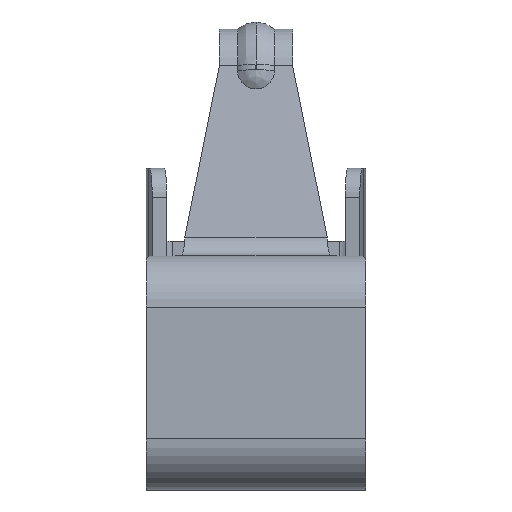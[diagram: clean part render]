
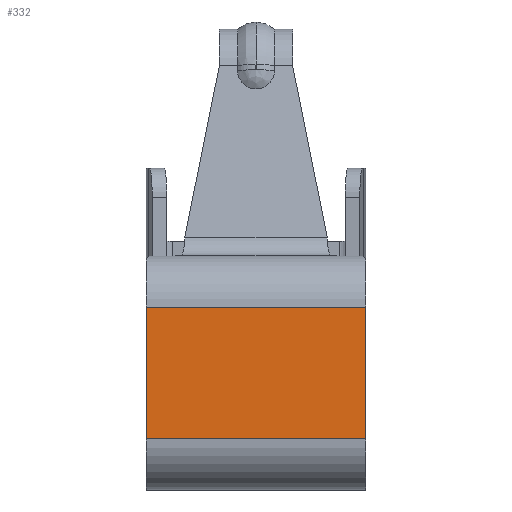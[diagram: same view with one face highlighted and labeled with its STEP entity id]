
A CAD part, front view. The second image highlights one B-rep face of the part: STEP entity #332.
In plain terms, the highlighted face is planar.
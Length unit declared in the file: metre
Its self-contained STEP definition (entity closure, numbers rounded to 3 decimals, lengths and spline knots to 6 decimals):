
#332=ADVANCED_FACE('27675:197',(#715),#716,.T.);
#715=FACE_OUTER_BOUND('',#1262,.T.);
#716=PLANE('',#1263);
#1262=EDGE_LOOP('',(#2251,#2252,#2253,#2254));
#1263=AXIS2_PLACEMENT_3D('',#2255,#2256,#2257);
#2251=ORIENTED_EDGE('',*,*,#3220,.T.);
#2252=ORIENTED_EDGE('',*,*,#3041,.F.);
#2253=ORIENTED_EDGE('',*,*,#3218,.F.);
#2254=ORIENTED_EDGE('',*,*,#2906,.T.);
#2255=CARTESIAN_POINT('',(-0.00075,0.00045,0.0));
#2256=DIRECTION('',(0.0,0.0,1.0));
#2257=DIRECTION('',(1.0,-0.0,0.0));
#2906=EDGE_CURVE('27675:416',#3469,#3467,#3470,.T.);
#3041=EDGE_CURVE('27675:770',#3693,#3695,#3696,.T.);
#3218=EDGE_CURVE('27675:1184',#3469,#3693,#3953,.T.);
#3220=EDGE_CURVE('27675:1187',#3467,#3695,#3955,.T.);
#3467=VERTEX_POINT('',#4265);
#3469=VERTEX_POINT('',#4267);
#3470=LINE('',#4268,#4269);
#3693=VERTEX_POINT('',#4564);
#3695=VERTEX_POINT('',#4566);
#3696=LINE('',#4567,#4568);
#3953=LINE('',#4895,#4896);
#3955=LINE('',#4898,#4899);
#4265=CARTESIAN_POINT('',(-0.00075,-0.00045,0.0));
#4267=CARTESIAN_POINT('',(-0.00075,0.00045,0.0));
#4268=CARTESIAN_POINT('',(-0.00075,0.00045,0.0));
#4269=VECTOR('',#5263,0.0009);
#4564=CARTESIAN_POINT('',(0.00075,0.00045,0.0));
#4566=CARTESIAN_POINT('',(0.00075,-0.00045,0.0));
#4567=CARTESIAN_POINT('',(0.00075,0.00045,0.0));
#4568=VECTOR('',#5462,0.0009);
#4895=CARTESIAN_POINT('',(-0.00075,0.00045,0.0));
#4896=VECTOR('',#5725,0.0015);
#4898=CARTESIAN_POINT('',(-0.00075,-0.00045,0.0));
#4899=VECTOR('',#5726,0.0015);
#5263=DIRECTION('',(0.0,-1.0,0.0));
#5462=DIRECTION('',(0.0,-1.0,0.0));
#5725=DIRECTION('',(1.0,0.0,0.0));
#5726=DIRECTION('',(1.0,0.0,0.0));
